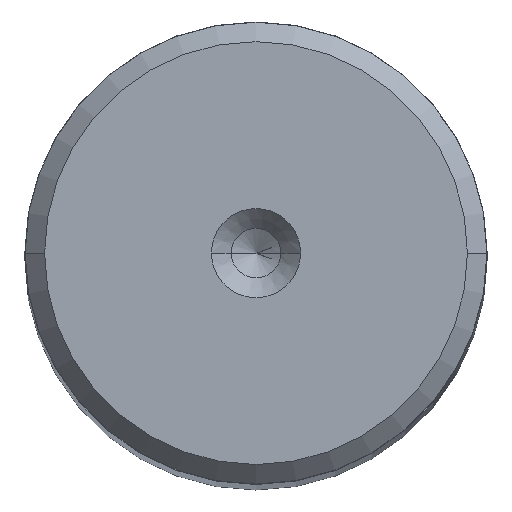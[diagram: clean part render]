
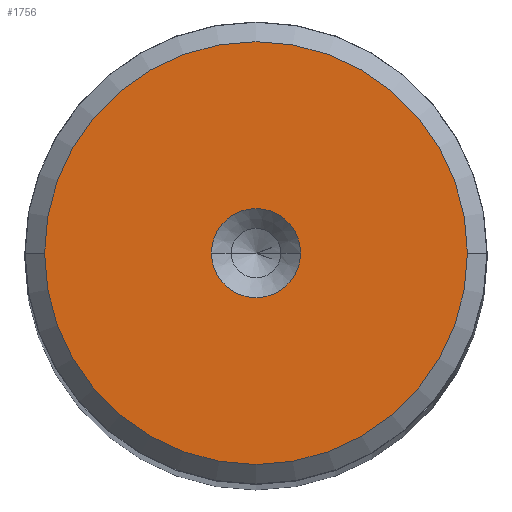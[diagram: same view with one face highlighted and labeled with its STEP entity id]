
A CAD part, top view. The second image highlights one B-rep face of the part: STEP entity #1756.
In plain terms, the highlighted planar face has unit normal (0, 0, 1).
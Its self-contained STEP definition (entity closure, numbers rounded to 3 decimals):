
#47 = EDGE_CURVE ( 'NONE', #1088, #825, #2577, .T. ) ;
#77 = CARTESIAN_POINT ( 'NONE',  ( 12.811, 0., 200. ) ) ;
#139 = EDGE_LOOP ( 'NONE', ( #1728, #2318 ) ) ;
#144 = FACE_OUTER_BOUND ( 'NONE', #139, .T. ) ;
#206 = CARTESIAN_POINT ( 'NONE',  ( 0., 0., 200. ) ) ;
#225 = DIRECTION ( 'NONE',  ( 1., 0., 0. ) ) ;
#291 = DIRECTION ( 'NONE',  ( 1., 0., 0. ) ) ;
#314 = EDGE_CURVE ( 'NONE', #1283, #1889, #2320, .T. ) ;
#548 = AXIS2_PLACEMENT_3D ( 'NONE', #206, #2249, #1009 ) ;
#733 = CIRCLE ( 'NONE', #2676, 2.7 ) ;
#764 = AXIS2_PLACEMENT_3D ( 'NONE', #2324, #2520, #225 ) ;
#805 = DIRECTION ( 'NONE',  ( 1., 0., 0. ) ) ;
#810 = ORIENTED_EDGE ( 'NONE', *, *, #47, .F. ) ;
#825 = VERTEX_POINT ( 'NONE', #1050 ) ;
#970 = DIRECTION ( 'NONE',  ( 0., 0., 1. ) ) ;
#1009 = DIRECTION ( 'NONE',  ( 1., 0., 0. ) ) ;
#1032 = PLANE ( 'NONE',  #548 ) ;
#1050 = CARTESIAN_POINT ( 'NONE',  ( -2.7, 0., 200. ) ) ;
#1088 = VERTEX_POINT ( 'NONE', #1128 ) ;
#1113 = DIRECTION ( 'NONE',  ( 0., 0., 1. ) ) ;
#1124 = EDGE_LOOP ( 'NONE', ( #810, #1871 ) ) ;
#1128 = CARTESIAN_POINT ( 'NONE',  ( 2.7, 0., 200. ) ) ;
#1189 = CIRCLE ( 'NONE', #2074, 12.811 ) ;
#1283 = VERTEX_POINT ( 'NONE', #2599 ) ;
#1539 = CARTESIAN_POINT ( 'NONE',  ( 0., 0., 200. ) ) ;
#1650 = DIRECTION ( 'NONE',  ( 0., 0., 1. ) ) ;
#1700 = EDGE_CURVE ( 'NONE', #825, #1088, #733, .T. ) ;
#1728 = ORIENTED_EDGE ( 'NONE', *, *, #314, .T. ) ;
#1756 = ADVANCED_FACE ( 'NONE', ( #2632, #144 ), #1032, .T. ) ;
#1858 = EDGE_CURVE ( 'NONE', #1889, #1283, #1189, .T. ) ;
#1871 = ORIENTED_EDGE ( 'NONE', *, *, #1700, .F. ) ;
#1889 = VERTEX_POINT ( 'NONE', #77 ) ;
#1957 = CARTESIAN_POINT ( 'NONE',  ( 0., 0., 200. ) ) ;
#1973 = AXIS2_PLACEMENT_3D ( 'NONE', #1539, #970, #1994 ) ;
#1994 = DIRECTION ( 'NONE',  ( 1., 0., 0. ) ) ;
#2074 = AXIS2_PLACEMENT_3D ( 'NONE', #1957, #1113, #291 ) ;
#2249 = DIRECTION ( 'NONE',  ( 0., 0., 1. ) ) ;
#2273 = CARTESIAN_POINT ( 'NONE',  ( 0., 0., 200. ) ) ;
#2318 = ORIENTED_EDGE ( 'NONE', *, *, #1858, .T. ) ;
#2320 = CIRCLE ( 'NONE', #764, 12.811 ) ;
#2324 = CARTESIAN_POINT ( 'NONE',  ( 0., 0., 200. ) ) ;
#2520 = DIRECTION ( 'NONE',  ( 0., 0., 1. ) ) ;
#2577 = CIRCLE ( 'NONE', #1973, 2.7 ) ;
#2599 = CARTESIAN_POINT ( 'NONE',  ( -12.811, 0., 200. ) ) ;
#2632 = FACE_BOUND ( 'NONE', #1124, .T. ) ;
#2676 = AXIS2_PLACEMENT_3D ( 'NONE', #2273, #1650, #805 ) ;
